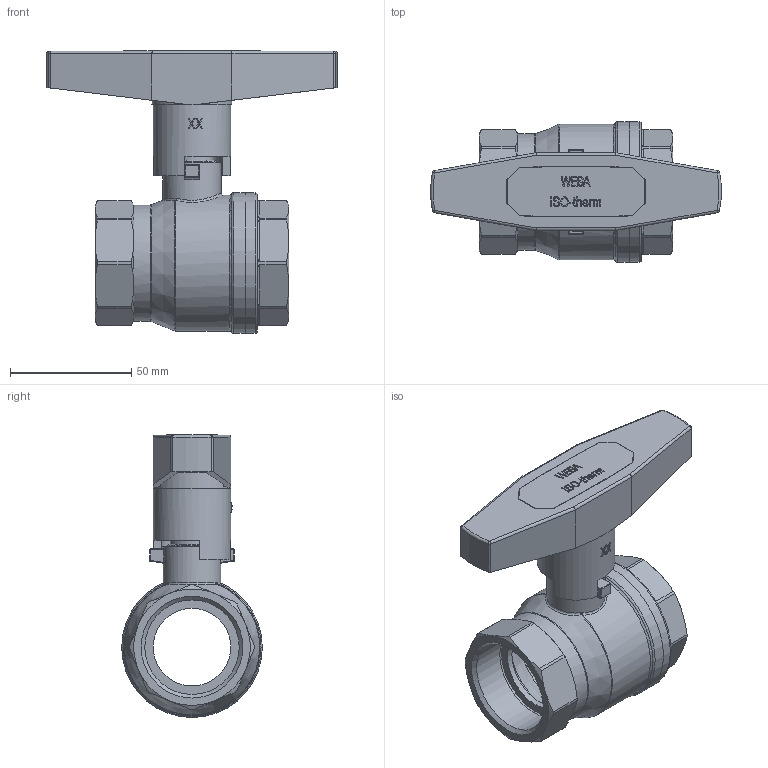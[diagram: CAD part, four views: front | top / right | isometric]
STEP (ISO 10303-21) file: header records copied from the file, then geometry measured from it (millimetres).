
FILE_DESCRIPTION(/* description */ ('Unknown','CAx-IF Rec.Pracs.---Representation and Presentation of Product Manufacturing Information (PMI)---4.0---2014-10-13','CAx-IF Rec.Pracs.---3D Tessellated Geometry---0.4---2014-09-14','2;1'),/* implementation_level */ '2;1');
FILE_NAME(/* name */ '9370-07',/* time_stamp */ '2024-02-19T09:12:32+01:00',/* author */ ('Unknown'),/* organization */ ('Unknown'),/* preprocessor_version */ 'ST-DEVELOPER v18.102',/* originating_system */ 'Solid Edge',/* authorisation */ 'Unknown');
FILE_SCHEMA (('AP242_MANAGED_MODEL_BASED_3D_ENGINEERING_MIM_LF { 1 0 10303 442 1 1 4 }'));
Length unit declared in the file: millimetre
Products named in the file (11): 9370-07; T-Griff 1 1_4-1 1_2; Schraube-m-imbus-1; T-Griff-Al-1_1_4-1_1_2-a; Abdeckkappe-3_8-1_1_2; 9380_1-1_4_oa_0; Körper__1-1_4; Spindel-Zusammanbau__1-1_4_oa_1; Spindel__1-1_4; Stopfbuchse__1-1_4 - 1-1_2; Einschraubteil__1-1_4
Assembly tree (10 placements, depth 4):
  9370-07
    T-Griff 1 1_4-1 1_2
      Schraube-m-imbus-1
      T-Griff-Al-1_1_4-1_1_2-a
      Abdeckkappe-3_8-1_1_2
    9380_1-1_4_oa_0
      Körper__1-1_4
      Spindel-Zusammanbau__1-1_4_oa_1
        Spindel__1-1_4
      Stopfbuchse__1-1_4 - 1-1_2
      Einschraubteil__1-1_4
Bounding box: 119.85 x 58 x 116.7 mm (x, y, z)
Volume: 108124.8 mm3; surface area: 64621.3 mm2
Topology: 7 solids, 7 shells, 788 faces, 2110 edges, 1363 vertices
Faces by surface type: plane 575, cylinder 116, cone 59, bspline 14, sphere 13, torus 11
Full cylindrical faces by diameter (mm): 3.4 x2, 5.4 x4, 8.5 x1, 14 x3, 14.5 x1, 18 x2, 18.376 x2, 19 x1, 20 x1, 21 x1, 24 x1, 26 x1, 32 x3, 38.952 x4, 43 x2, 48 x1, 50.376 x1, 52 x2, 55.2 x1, 56 x1, 58 x2
Entity records: 26320 total; most frequent: CARTESIAN_POINT 5260, ORIENTED_EDGE 4016, DIRECTION 3846, EDGE_CURVE 2008, LINE 1498, VECTOR 1498, VERTEX_POINT 1332, AXIS2_PLACEMENT_3D 1174
